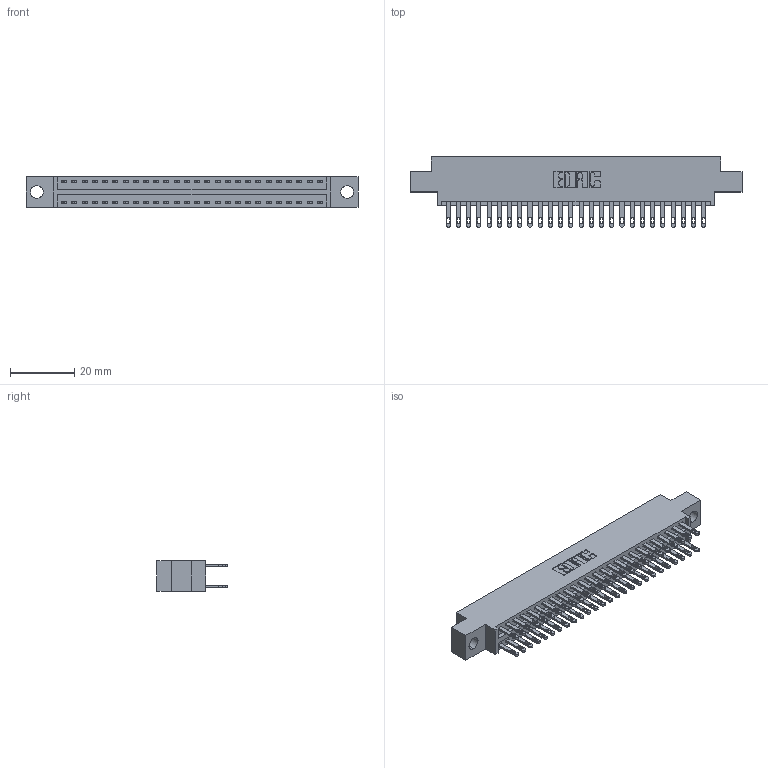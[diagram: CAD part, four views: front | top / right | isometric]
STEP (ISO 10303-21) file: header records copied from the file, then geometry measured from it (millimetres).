
FILE_DESCRIPTION (( 'STEP AP203' ), '1' );
FILE_NAME ('896-052-500-804.STEP', '2021-07-27T23:47:58', ( '' ), ( '' ), 'SwSTEP 2.0', 'SolidWorks 2020', '' );
FILE_SCHEMA (( 'CONFIG_CONTROL_DESIGN' ));
Length unit declared in the file: inch
Products named in the file (3): 345-292-001_345-293-100; 846 Part_0.170 Offset - 0.156 Dia-TH; 896-052-500-804
Assembly tree (53 placements, depth 2):
  896-052-500-804
    846 Part_0.170 Offset - 0.156 Dia-TH
    345-292-001_345-293-100  x52
Bounding box: 103.12 x 21.84 x 9.4 mm (x, y, z)
Volume: 9848 mm3; surface area: 13822.5 mm2
Topology: 53 solids, 53 shells, 2622 faces, 7985 edges, 5322 vertices
Faces by surface type: plane 1588, cylinder 1034
Entity records: 19187 total; most frequent: CARTESIAN_POINT 3184, ORIENTED_EDGE 3118, DIRECTION 2859, EDGE_CURVE 1559, VECTOR 1319, LINE 1319, VERTEX_POINT 1038, AXIS2_PLACEMENT_3D 770
